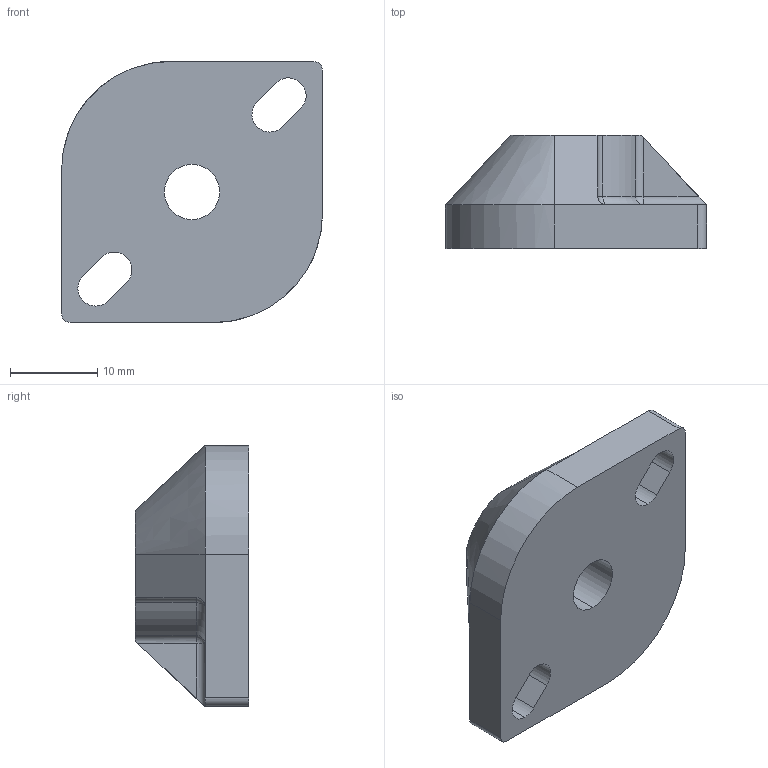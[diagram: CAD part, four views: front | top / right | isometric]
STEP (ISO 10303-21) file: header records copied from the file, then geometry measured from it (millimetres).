
FILE_DESCRIPTION (( 'STEP AP214' ), '1' );
FILE_NAME ('soporte_inferior.STEP', '2021-07-27T18:52:19', ( '' ), ( '' ), 'SwSTEP 2.0', 'SolidWorks 2020', '' );
FILE_SCHEMA (( 'AUTOMOTIVE_DESIGN' ));
Length unit declared in the file: millimetre
Products named in the file (1): soporte_inferior
Bounding box: 30 x 13 x 30 mm (x, y, z)
Volume: 6282.1 mm3; surface area: 2985.9 mm2
Topology: 1 solids, 1 shells, 53 faces, 139 edges, 84 vertices
Faces by surface type: cylinder 23, plane 21, sphere 4, bspline 3, torus 2
Entity records: 1776 total; most frequent: CARTESIAN_POINT 460, ORIENTED_EDGE 270, DIRECTION 266, EDGE_CURVE 135, AXIS2_PLACEMENT_3D 98, VERTEX_POINT 84, LINE 70, VECTOR 70
